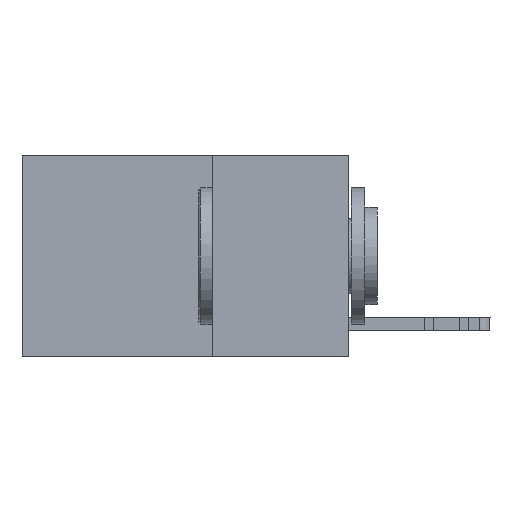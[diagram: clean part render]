
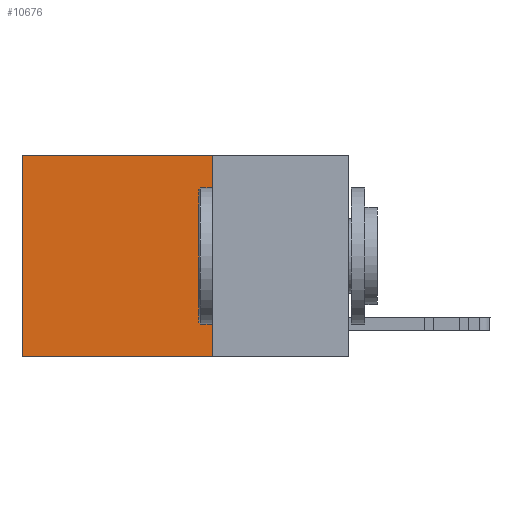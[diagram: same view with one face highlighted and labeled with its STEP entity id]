
A CAD part, left-side view. The second image highlights one B-rep face of the part: STEP entity #10676.
In plain terms, the highlighted planar face has unit normal (-1, 0, 0).
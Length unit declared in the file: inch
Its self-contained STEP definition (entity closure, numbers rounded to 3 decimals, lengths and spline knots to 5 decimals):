
#243 = CARTESIAN_POINT ( 'NONE',  ( 0.2625, 0.25, -0.37 ) ) ;
#1200 = EDGE_CURVE ( 'NONE', #21529, #1237, #15804, .T. ) ;
#1237 = VERTEX_POINT ( 'NONE', #5658 ) ;
#4186 = VECTOR ( 'NONE', #7038, 39.37008 ) ;
#4601 = CARTESIAN_POINT ( 'NONE',  ( 0.2625, 0.6, 0. ) ) ;
#4738 = DIRECTION ( 'NONE',  ( 0., 1., 0. ) ) ;
#5658 = CARTESIAN_POINT ( 'NONE',  ( 0.2625, 0.6, -0.37 ) ) ;
#6144 = DIRECTION ( 'NONE',  ( 0., 0., -1. ) ) ;
#6858 = VECTOR ( 'NONE', #4738, 39.37008 ) ;
#7038 = DIRECTION ( 'NONE',  ( 0., 0., -1. ) ) ;
#7782 = CARTESIAN_POINT ( 'NONE',  ( 0.2625, 0.25, 0. ) ) ;
#9972 = DIRECTION ( 'NONE',  ( 0., 0., -1. ) ) ;
#10053 = AXIS2_PLACEMENT_3D ( 'NONE', #7782, #22843, #9972 ) ;
#10676 = ADVANCED_FACE ( 'NONE', ( #14876 ), #24743, .F. ) ;
#13735 = EDGE_CURVE ( 'NONE', #15749, #1237, #20370, .T. ) ;
#13981 = LINE ( 'NONE', #25588, #24737 ) ;
#14460 = VERTEX_POINT ( 'NONE', #17138 ) ;
#14876 = FACE_OUTER_BOUND ( 'NONE', #16182, .T. ) ;
#15749 = VERTEX_POINT ( 'NONE', #23714 ) ;
#15804 = LINE ( 'NONE', #26543, #4186 ) ;
#16182 = EDGE_LOOP ( 'NONE', ( #16188, #26025, #18550, #23010 ) ) ;
#16188 = ORIENTED_EDGE ( 'NONE', *, *, #1200, .T. ) ;
#17138 = CARTESIAN_POINT ( 'NONE',  ( 0.2625, 0.25, 0. ) ) ;
#18550 = ORIENTED_EDGE ( 'NONE', *, *, #25421, .F. ) ;
#19142 = CARTESIAN_POINT ( 'NONE',  ( 0.2625, 0.25, 0. ) ) ;
#20370 = LINE ( 'NONE', #243, #6858 ) ;
#21171 = DIRECTION ( 'NONE',  ( 0., 1., 0. ) ) ;
#21349 = EDGE_CURVE ( 'NONE', #14460, #21529, #13981, .T. ) ;
#21529 = VERTEX_POINT ( 'NONE', #4601 ) ;
#22843 = DIRECTION ( 'NONE',  ( 1., 0., 0. ) ) ;
#23010 = ORIENTED_EDGE ( 'NONE', *, *, #21349, .T. ) ;
#23714 = CARTESIAN_POINT ( 'NONE',  ( 0.2625, 0.25, -0.37 ) ) ;
#24737 = VECTOR ( 'NONE', #21171, 39.37008 ) ;
#24743 = PLANE ( 'NONE',  #10053 ) ;
#25421 = EDGE_CURVE ( 'NONE', #14460, #15749, #27533, .T. ) ;
#25588 = CARTESIAN_POINT ( 'NONE',  ( 0.2625, 0.25, 0. ) ) ;
#26025 = ORIENTED_EDGE ( 'NONE', *, *, #13735, .F. ) ;
#26543 = CARTESIAN_POINT ( 'NONE',  ( 0.2625, 0.6, 0. ) ) ;
#26857 = VECTOR ( 'NONE', #6144, 39.37008 ) ;
#27533 = LINE ( 'NONE', #19142, #26857 ) ;
